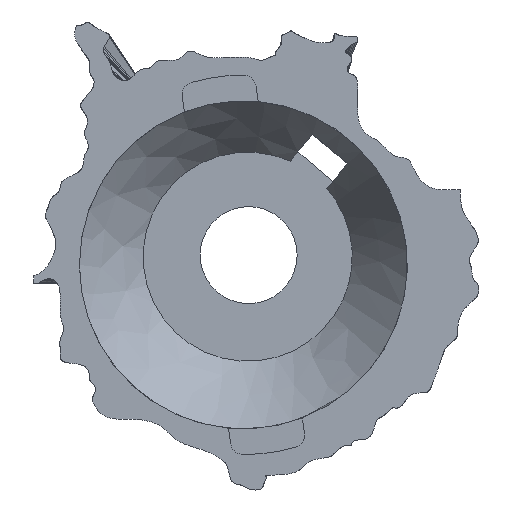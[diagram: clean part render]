
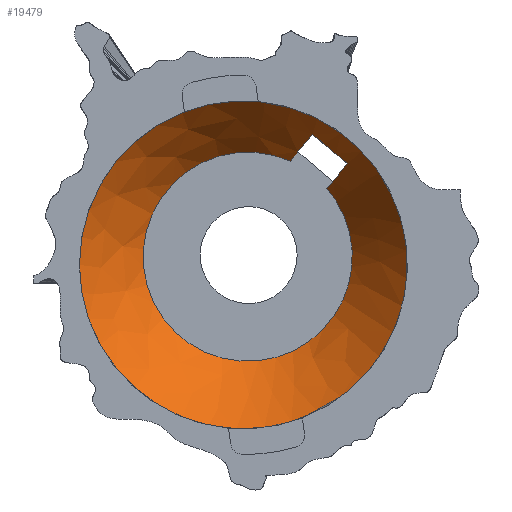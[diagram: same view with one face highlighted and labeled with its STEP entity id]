
A CAD part, front view. The second image highlights one B-rep face of the part: STEP entity #19479.
In plain terms, the highlighted free-form (B-spline) face has degree [1, 2] with [2, 9] control points.
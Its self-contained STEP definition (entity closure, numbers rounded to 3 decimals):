
#3841=FACE_OUTER_BOUND('',#5085,.T.);
#5085=EDGE_LOOP('',(#13190,#13191,#13192,#13193,#13194,#13195,#13196,#13197,
#13198,#13199,#13200));
#6335=(
BOUNDED_CURVE()
B_SPLINE_CURVE(2,(#28465,#28466,#28467),.UNSPECIFIED.,.F.,.F.)
B_SPLINE_CURVE_WITH_KNOTS((3,3),(0.045,0.764),
 .UNSPECIFIED.)
CURVE()
GEOMETRIC_REPRESENTATION_ITEM()
RATIONAL_B_SPLINE_CURVE((1.,1.002,1.001))
REPRESENTATION_ITEM('')
);
#6336=(
BOUNDED_CURVE()
B_SPLINE_CURVE(2,(#28469,#28470,#28471),.UNSPECIFIED.,.F.,.F.)
B_SPLINE_CURVE_WITH_KNOTS((3,3),(1.004,2.382),
 .UNSPECIFIED.)
CURVE()
GEOMETRIC_REPRESENTATION_ITEM()
RATIONAL_B_SPLINE_CURVE((1.013,1.018,1.013))
REPRESENTATION_ITEM('')
);
#6337=(
BOUNDED_CURVE()
B_SPLINE_CURVE(2,(#28473,#28474,#28475),.UNSPECIFIED.,.F.,.F.)
B_SPLINE_CURVE_WITH_KNOTS((3,3),(1.831,3.687),
 .UNSPECIFIED.)
CURVE()
GEOMETRIC_REPRESENTATION_ITEM()
RATIONAL_B_SPLINE_CURVE((1.085,1.109,1.094))
REPRESENTATION_ITEM('')
);
#6338=(
BOUNDED_CURVE()
B_SPLINE_CURVE(2,(#28477,#28478,#28479),.UNSPECIFIED.,.F.,.F.)
B_SPLINE_CURVE_WITH_KNOTS((3,3),(1.099,2.519),
 .UNSPECIFIED.)
CURVE()
GEOMETRIC_REPRESENTATION_ITEM()
RATIONAL_B_SPLINE_CURVE((1.013,1.018,1.011))
REPRESENTATION_ITEM('')
);
#6339=(
BOUNDED_CURVE()
B_SPLINE_CURVE(2,(#28481,#28482,#28483),.UNSPECIFIED.,.F.,.F.)
B_SPLINE_CURVE_WITH_KNOTS((3,3),(0.092,0.653),
 .UNSPECIFIED.)
CURVE()
GEOMETRIC_REPRESENTATION_ITEM()
RATIONAL_B_SPLINE_CURVE((1.,1.002,1.))
REPRESENTATION_ITEM('')
);
#6340=B_SPLINE_CURVE_WITH_KNOTS('',1,(#28460,#28461),.UNSPECIFIED.,.F.,
 .F.,(2,2),(0.006,0.572),.UNSPECIFIED.);
#6674=CIRCLE('',#20746,57.5);
#6675=CIRCLE('',#20747,57.5);
#6676=CIRCLE('',#20748,36.667);
#6677=CIRCLE('',#20749,36.667);
#8158=VERTEX_POINT('',#28455);
#8159=VERTEX_POINT('',#28456);
#8160=VERTEX_POINT('',#28459);
#8161=VERTEX_POINT('',#28462);
#8162=VERTEX_POINT('',#28464);
#8163=VERTEX_POINT('',#28468);
#8164=VERTEX_POINT('',#28472);
#8165=VERTEX_POINT('',#28476);
#8166=VERTEX_POINT('',#28480);
#10054=EDGE_CURVE('',#8158,#8159,#6674,.T.);
#10055=EDGE_CURVE('',#8159,#8158,#6675,.T.);
#10056=EDGE_CURVE('',#8159,#8160,#6340,.T.);
#10057=EDGE_CURVE('',#8160,#8161,#6676,.T.);
#10058=EDGE_CURVE('',#8161,#8162,#6335,.T.);
#10059=EDGE_CURVE('',#8162,#8163,#6336,.T.);
#10060=EDGE_CURVE('',#8163,#8164,#6337,.T.);
#10061=EDGE_CURVE('',#8164,#8165,#6338,.T.);
#10062=EDGE_CURVE('',#8165,#8166,#6339,.T.);
#10063=EDGE_CURVE('',#8166,#8160,#6677,.T.);
#13190=ORIENTED_EDGE('',*,*,#10054,.F.);
#13191=ORIENTED_EDGE('',*,*,#10055,.F.);
#13192=ORIENTED_EDGE('',*,*,#10056,.T.);
#13193=ORIENTED_EDGE('',*,*,#10057,.T.);
#13194=ORIENTED_EDGE('',*,*,#10058,.T.);
#13195=ORIENTED_EDGE('',*,*,#10059,.T.);
#13196=ORIENTED_EDGE('',*,*,#10060,.T.);
#13197=ORIENTED_EDGE('',*,*,#10061,.T.);
#13198=ORIENTED_EDGE('',*,*,#10062,.T.);
#13199=ORIENTED_EDGE('',*,*,#10063,.T.);
#13200=ORIENTED_EDGE('',*,*,#10056,.F.);
#19462=(
BOUNDED_SURFACE()
B_SPLINE_SURFACE(1,2,((#28437,#28438,#28439,#28440,#28441,#28442,#28443,
#28444,#28445),(#28446,#28447,#28448,#28449,#28450,#28451,#28452,#28453,
#28454)),.UNSPECIFIED.,.F.,.T.,.F.)
B_SPLINE_SURFACE_WITH_KNOTS((2,2),(3,2,2,2,3),(-0.102,0.631),
(-3.142,-1.571,0.,1.571,3.142),
 .UNSPECIFIED.)
GEOMETRIC_REPRESENTATION_ITEM()
RATIONAL_B_SPLINE_SURFACE(((1.,0.707,1.,0.707,1.,
0.707,1.,0.707,1.),(1.,0.707,1.,0.707,
1.,0.707,1.,0.707,1.)))
REPRESENTATION_ITEM('')
SURFACE()
);
#19479=ADVANCED_FACE('',(#3841),#19462,.T.);
#20746=AXIS2_PLACEMENT_3D('',#28457,#22884,#22885);
#20747=AXIS2_PLACEMENT_3D('',#28458,#22886,#22887);
#20748=AXIS2_PLACEMENT_3D('',#28463,#22888,#22889);
#20749=AXIS2_PLACEMENT_3D('',#28484,#22890,#22891);
#22884=DIRECTION('center_axis',(0.,1.,0.));
#22885=DIRECTION('ref_axis',(1.,0.,0.));
#22886=DIRECTION('center_axis',(0.,1.,0.));
#22887=DIRECTION('ref_axis',(1.,0.,0.));
#22888=DIRECTION('center_axis',(0.,1.,0.));
#22889=DIRECTION('ref_axis',(-0.852,0.,0.524));
#22890=DIRECTION('center_axis',(0.,1.,0.));
#22891=DIRECTION('ref_axis',(-0.852,0.,0.524));
#28437=CARTESIAN_POINT('Ctrl Pts',(151.741,5.192,17.584));
#28438=CARTESIAN_POINT('Ctrl Pts',(123.167,9.854,-36.202));
#28439=CARTESIAN_POINT('Ctrl Pts',(68.958,9.854,-7.403));
#28440=CARTESIAN_POINT('Ctrl Pts',(14.749,9.854,21.395));
#28441=CARTESIAN_POINT('Ctrl Pts',(43.322,5.192,75.181));
#28442=CARTESIAN_POINT('Ctrl Pts',(71.895,0.53,128.967));
#28443=CARTESIAN_POINT('Ctrl Pts',(126.105,0.53,100.168));
#28444=CARTESIAN_POINT('Ctrl Pts',(180.314,0.53,71.37));
#28445=CARTESIAN_POINT('Ctrl Pts',(151.741,5.192,17.584));
#28446=CARTESIAN_POINT('Ctrl Pts',(129.097,37.607,32.423));
#28447=CARTESIAN_POINT('Ctrl Pts',(113.073,40.222,2.26));
#28448=CARTESIAN_POINT('Ctrl Pts',(82.671,40.222,18.41));
#28449=CARTESIAN_POINT('Ctrl Pts',(52.27,40.222,34.561));
#28450=CARTESIAN_POINT('Ctrl Pts',(68.294,37.607,64.725));
#28451=CARTESIAN_POINT('Ctrl Pts',(84.319,34.993,94.888));
#28452=CARTESIAN_POINT('Ctrl Pts',(114.72,34.993,78.738));
#28453=CARTESIAN_POINT('Ctrl Pts',(145.121,34.993,62.587));
#28454=CARTESIAN_POINT('Ctrl Pts',(129.097,37.607,32.423));
#28455=CARTESIAN_POINT('',(38.5,10.,43.5));
#28456=CARTESIAN_POINT('',(148.382,10.,19.785));
#28457=CARTESIAN_POINT('Origin',(96.,10.,43.5));
#28458=CARTESIAN_POINT('Origin',(96.,10.,43.5));
#28459=CARTESIAN_POINT('',(130.918,35.,31.23));
#28460=CARTESIAN_POINT('Ctrl Pts',(148.382,10.,19.785));
#28461=CARTESIAN_POINT('Ctrl Pts',(130.918,35.,31.23));
#28462=CARTESIAN_POINT('',(112.389,35.,79.867));
#28463=CARTESIAN_POINT('Origin',(97.515,35.,46.352));
#28464=CARTESIAN_POINT('',(115.104,29.213,83.102));
#28465=CARTESIAN_POINT('Ctrl Pts',(112.389,35.,79.867));
#28466=CARTESIAN_POINT('Ctrl Pts',(113.663,32.297,81.385));
#28467=CARTESIAN_POINT('Ctrl Pts',(115.104,29.213,83.102));
#28468=CARTESIAN_POINT('',(120.247,18.151,89.231));
#28469=CARTESIAN_POINT('Ctrl Pts',(115.104,29.213,83.102));
#28470=CARTESIAN_POINT('Ctrl Pts',(117.418,24.261,85.86));
#28471=CARTESIAN_POINT('Ctrl Pts',(120.247,18.151,89.231));
#28472=CARTESIAN_POINT('',(132.503,19.315,78.946));
#28473=CARTESIAN_POINT('Ctrl Pts',(120.247,18.151,89.231));
#28474=CARTESIAN_POINT('Ctrl Pts',(126.406,20.538,84.062));
#28475=CARTESIAN_POINT('Ctrl Pts',(132.503,19.315,78.946));
#28476=CARTESIAN_POINT('',(127.361,30.475,72.818));
#28477=CARTESIAN_POINT('Ctrl Pts',(132.503,19.315,78.946));
#28478=CARTESIAN_POINT('Ctrl Pts',(129.669,25.482,75.569));
#28479=CARTESIAN_POINT('Ctrl Pts',(127.361,30.475,72.818));
#28480=CARTESIAN_POINT('',(125.265,35.,70.319));
#28481=CARTESIAN_POINT('Ctrl Pts',(127.361,30.475,72.818));
#28482=CARTESIAN_POINT('Ctrl Pts',(126.262,32.851,71.508));
#28483=CARTESIAN_POINT('Ctrl Pts',(125.265,35.,70.319));
#28484=CARTESIAN_POINT('Origin',(97.515,35.,46.352));
